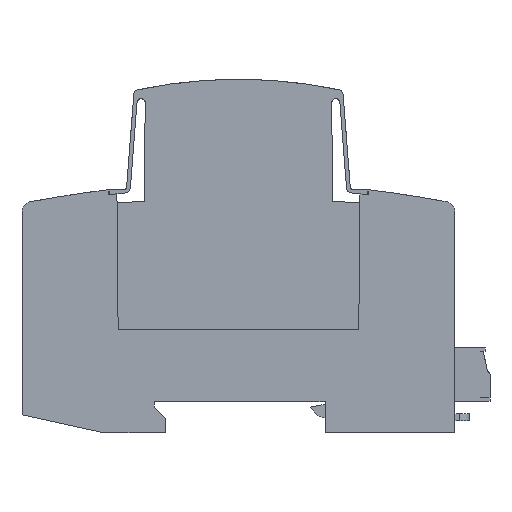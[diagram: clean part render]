
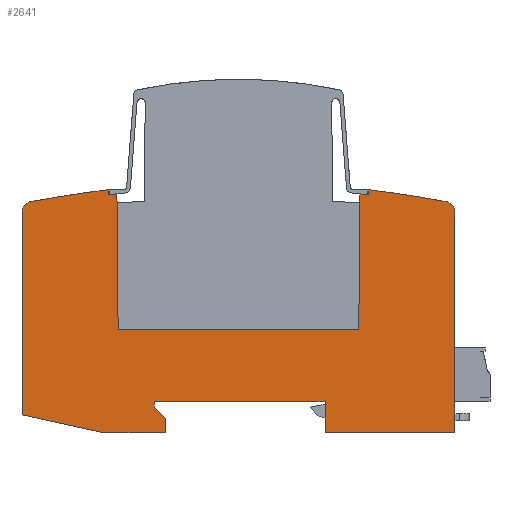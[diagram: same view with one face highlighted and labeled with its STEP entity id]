
A CAD part, left-side view. The second image highlights one B-rep face of the part: STEP entity #2641.
In plain terms, the highlighted planar face has unit normal (-1, 0, 0).
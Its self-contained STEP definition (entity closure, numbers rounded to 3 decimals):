
#2641=ADVANCED_FACE('',(#5344),#5345,.F.);
#5344=FACE_OUTER_BOUND('',#8482,.T.);
#5345=PLANE('',#8483);
#8482=EDGE_LOOP('',(#17291,#17292,#17293,#17294,#17295,#17296,#17297,#17298,#17299,#17300,#17301,#17302,#17303,#17304,#17305,#17306,#17307,#17308,#17309,#17310,#17311,#17312,#17313,#17314,#17315));
#8483=AXIS2_PLACEMENT_3D('',#17316,#17317,#17318);
#17291=ORIENTED_EDGE('',*,*,#20616,.F.);
#17292=ORIENTED_EDGE('',*,*,#21767,.T.);
#17293=ORIENTED_EDGE('',*,*,#20602,.F.);
#17294=ORIENTED_EDGE('',*,*,#21771,.T.);
#17295=ORIENTED_EDGE('',*,*,#21775,.T.);
#17296=ORIENTED_EDGE('',*,*,#21779,.F.);
#17297=ORIENTED_EDGE('',*,*,#21783,.F.);
#17298=ORIENTED_EDGE('',*,*,#21787,.F.);
#17299=ORIENTED_EDGE('',*,*,#21791,.F.);
#17300=ORIENTED_EDGE('',*,*,#21795,.F.);
#17301=ORIENTED_EDGE('',*,*,#21799,.F.);
#17302=ORIENTED_EDGE('',*,*,#21803,.F.);
#17303=ORIENTED_EDGE('',*,*,#21807,.F.);
#17304=ORIENTED_EDGE('',*,*,#21810,.F.);
#17305=ORIENTED_EDGE('',*,*,#19187,.F.);
#17306=ORIENTED_EDGE('',*,*,#21813,.F.);
#17307=ORIENTED_EDGE('',*,*,#19536,.F.);
#17308=ORIENTED_EDGE('',*,*,#21817,.F.);
#17309=ORIENTED_EDGE('',*,*,#21821,.F.);
#17310=ORIENTED_EDGE('',*,*,#21825,.T.);
#17311=ORIENTED_EDGE('',*,*,#21829,.T.);
#17312=ORIENTED_EDGE('',*,*,#21833,.F.);
#17313=ORIENTED_EDGE('',*,*,#21837,.F.);
#17314=ORIENTED_EDGE('',*,*,#21840,.F.);
#17315=ORIENTED_EDGE('',*,*,#21843,.T.);
#17316=CARTESIAN_POINT('',(-27.0,44.676,22.202));
#17317=DIRECTION('',(1.0,0.0,0.));
#17318=DIRECTION('',(0.,0.0,-1.0));
#19187=EDGE_CURVE('',#24923,#24925,#24926,.T.);
#19536=EDGE_CURVE('',#25498,#25500,#25501,.T.);
#20602=EDGE_CURVE('',#27004,#27006,#27007,.T.);
#20616=EDGE_CURVE('',#27030,#27032,#27033,.T.);
#21767=EDGE_CURVE('',#27030,#27006,#28621,.T.);
#21771=EDGE_CURVE('',#27004,#28625,#28627,.T.);
#21775=EDGE_CURVE('',#28625,#28631,#28633,.T.);
#21779=EDGE_CURVE('',#28637,#28631,#28639,.T.);
#21783=EDGE_CURVE('',#28643,#28637,#28645,.T.);
#21787=EDGE_CURVE('',#28649,#28643,#28651,.T.);
#21791=EDGE_CURVE('',#28655,#28649,#28657,.T.);
#21795=EDGE_CURVE('',#28661,#28655,#28663,.T.);
#21799=EDGE_CURVE('',#28667,#28661,#28669,.T.);
#21803=EDGE_CURVE('',#28673,#28667,#28675,.T.);
#21807=EDGE_CURVE('',#28679,#28673,#28681,.T.);
#21810=EDGE_CURVE('',#24925,#28679,#28684,.T.);
#21813=EDGE_CURVE('',#25500,#24923,#28687,.T.);
#21817=EDGE_CURVE('',#28691,#25498,#28693,.T.);
#21821=EDGE_CURVE('',#28697,#28691,#28699,.T.);
#21825=EDGE_CURVE('',#28697,#28703,#28705,.T.);
#21829=EDGE_CURVE('',#28703,#28709,#28711,.T.);
#21833=EDGE_CURVE('',#28715,#28709,#28717,.T.);
#21837=EDGE_CURVE('',#28721,#28715,#28723,.T.);
#21840=EDGE_CURVE('',#28725,#28721,#28727,.T.);
#21843=EDGE_CURVE('',#28725,#27032,#28730,.T.);
#24923=VERTEX_POINT('',#36213);
#24925=VERTEX_POINT('',#36216);
#24926=LINE('',#36217,#36218);
#25498=VERTEX_POINT('',#37457);
#25500=VERTEX_POINT('',#37460);
#25501=LINE('',#37461,#37462);
#27004=VERTEX_POINT('',#39909);
#27006=VERTEX_POINT('',#39912);
#27007=LINE('',#39913,#39914);
#27030=VERTEX_POINT('',#39948);
#27032=VERTEX_POINT('',#39951);
#27033=LINE('',#39952,#39953);
#28621=LINE('',#42581,#42582);
#28625=VERTEX_POINT('',#42587);
#28627=LINE('',#42590,#42591);
#28631=VERTEX_POINT('',#42596);
#28633=LINE('',#42599,#42600);
#28637=VERTEX_POINT('',#42604);
#28639=CIRCLE('',#42607,230.);
#28643=VERTEX_POINT('',#42611);
#28645=CIRCLE('',#42614,2.);
#28649=VERTEX_POINT('',#42619);
#28651=LINE('',#42622,#42623);
#28655=VERTEX_POINT('',#42628);
#28657=LINE('',#42631,#42632);
#28661=VERTEX_POINT('',#42637);
#28663=LINE('',#42640,#42641);
#28667=VERTEX_POINT('',#42646);
#28669=LINE('',#42649,#42650);
#28673=VERTEX_POINT('',#42655);
#28675=LINE('',#42658,#42659);
#28679=VERTEX_POINT('',#42664);
#28681=LINE('',#42667,#42668);
#28684=LINE('',#42672,#42673);
#28687=LINE('',#42677,#42678);
#28691=VERTEX_POINT('',#42682);
#28693=CIRCLE('',#42685,2.);
#28697=VERTEX_POINT('',#42689);
#28699=CIRCLE('',#42692,230.);
#28703=VERTEX_POINT('',#42697);
#28705=LINE('',#42700,#42701);
#28709=VERTEX_POINT('',#42706);
#28711=LINE('',#42709,#42710);
#28715=VERTEX_POINT('',#42715);
#28717=LINE('',#42718,#42719);
#28721=VERTEX_POINT('',#42724);
#28723=LINE('',#42727,#42728);
#28725=VERTEX_POINT('',#42730);
#28727=LINE('',#42733,#42734);
#28730=LINE('',#42738,#42739);
#36213=CARTESIAN_POINT('',(-27.0,27.0,0.));
#36216=CARTESIAN_POINT('',(-27.0,27.0,6.5));
#36217=CARTESIAN_POINT('',(-27.0,27.0,0.));
#36218=VECTOR('',#45391,1.0);
#37457=CARTESIAN_POINT('',(-27.0,0.0,46.028));
#37460=CARTESIAN_POINT('',(-27.0,0.0,0.));
#37461=CARTESIAN_POINT('',(-27.0,0.0,46.028));
#37462=VECTOR('',#45648,1.0);
#39909=CARTESIAN_POINT('',(-27.0,72.0,49.5));
#39912=CARTESIAN_POINT('',(-27.0,70.26,49.676));
#39913=CARTESIAN_POINT('',(-27.0,72.0,49.5));
#39914=VECTOR('',#46677,1.0);
#39948=CARTESIAN_POINT('',(-27.0,70.26,49.26));
#39951=CARTESIAN_POINT('',(-27.0,70.018,21.5));
#39952=CARTESIAN_POINT('',(-27.0,70.26,49.26));
#39953=VECTOR('',#46690,1.0);
#42581=CARTESIAN_POINT('',(-27.0,70.26,49.26));
#42582=VECTOR('',#47833,1.0);
#42587=CARTESIAN_POINT('',(-27.0,72.0,50.5));
#42590=CARTESIAN_POINT('',(-27.0,72.0,49.5));
#42591=VECTOR('',#47836,1.0);
#42596=CARTESIAN_POINT('',(-27.0,72.25,50.5));
#42599=CARTESIAN_POINT('',(-27.0,72.0,50.5));
#42600=VECTOR('',#47839,1.0);
#42604=CARTESIAN_POINT('',(-27.0,88.377,47.993));
#42607=AXIS2_PLACEMENT_3D('',#47844,#47845,#47846);
#42611=CARTESIAN_POINT('',(-27.0,90.0,46.028));
#42614=AXIS2_PLACEMENT_3D('',#47851,#47852,#47853);
#42619=CARTESIAN_POINT('',(-27.0,90.0,3.719));
#42622=CARTESIAN_POINT('',(-27.0,90.0,3.719));
#42623=VECTOR('',#47856,1.0);
#42628=CARTESIAN_POINT('',(-27.0,73.0,0.));
#42631=CARTESIAN_POINT('',(-27.0,73.0,0.));
#42632=VECTOR('',#47859,1.0);
#42637=CARTESIAN_POINT('',(-27.0,60.2,0.));
#42640=CARTESIAN_POINT('',(-27.0,60.2,0.));
#42641=VECTOR('',#47862,1.0);
#42646=CARTESIAN_POINT('',(-27.0,60.2,3.));
#42649=CARTESIAN_POINT('',(-27.0,60.2,3.));
#42650=VECTOR('',#47865,1.0);
#42655=CARTESIAN_POINT('',(-27.0,62.5,5.3));
#42658=CARTESIAN_POINT('',(-27.0,62.5,5.3));
#42659=VECTOR('',#47868,1.0);
#42664=CARTESIAN_POINT('',(-27.0,62.5,6.5));
#42667=CARTESIAN_POINT('',(-27.0,62.5,6.5));
#42668=VECTOR('',#47871,1.0);
#42672=CARTESIAN_POINT('',(-27.0,27.0,6.5));
#42673=VECTOR('',#47873,1.0);
#42677=CARTESIAN_POINT('',(-27.0,0.0,0.));
#42678=VECTOR('',#47875,1.0);
#42682=CARTESIAN_POINT('',(-27.0,1.623,47.993));
#42685=AXIS2_PLACEMENT_3D('',#47880,#47881,#47882);
#42689=CARTESIAN_POINT('',(-27.0,17.75,50.5));
#42692=AXIS2_PLACEMENT_3D('',#47887,#47888,#47889);
#42697=CARTESIAN_POINT('',(-27.0,18.0,50.5));
#42700=CARTESIAN_POINT('',(-27.0,17.75,50.5));
#42701=VECTOR('',#47892,1.0);
#42706=CARTESIAN_POINT('',(-27.0,18.0,49.5));
#42709=CARTESIAN_POINT('',(-27.0,18.0,50.5));
#42710=VECTOR('',#47895,1.0);
#42715=CARTESIAN_POINT('',(-27.0,19.74,49.67));
#42718=CARTESIAN_POINT('',(-27.0,19.74,49.67));
#42719=VECTOR('',#47898,1.0);
#42724=CARTESIAN_POINT('',(-27.0,19.74,49.26));
#42727=CARTESIAN_POINT('',(-27.0,19.74,49.26));
#42728=VECTOR('',#47901,1.0);
#42730=CARTESIAN_POINT('',(-27.0,19.982,21.5));
#42733=CARTESIAN_POINT('',(-27.0,19.982,21.5));
#42734=VECTOR('',#47903,1.0);
#42738=CARTESIAN_POINT('',(-27.0,19.982,21.5));
#42739=VECTOR('',#47905,1.0);
#45391=DIRECTION('',(0.,0.0,1.0));
#45648=DIRECTION('',(0.,0.0,-1.0));
#46677=DIRECTION('',(0.,-0.995,0.101));
#46690=DIRECTION('',(0.,-0.009,-1.));
#47833=DIRECTION('',(0.,0.0,1.0));
#47836=DIRECTION('',(0.,0.0,1.0));
#47839=DIRECTION('',(0.0,1.0,0.0));
#47844=CARTESIAN_POINT('',(-27.0,45.,-177.88));
#47845=DIRECTION('',(1.0,0.0,0.));
#47846=DIRECTION('',(0.,0.0,-1.0));
#47851=CARTESIAN_POINT('',(-27.0,88.,46.028));
#47852=DIRECTION('',(1.0,0.0,0.));
#47853=DIRECTION('',(0.,0.0,-1.0));
#47856=DIRECTION('',(0.,0.0,1.0));
#47859=DIRECTION('',(0.,0.977,0.214));
#47862=DIRECTION('',(0.0,1.0,0.0));
#47865=DIRECTION('',(0.,0.0,-1.0));
#47868=DIRECTION('',(0.,-0.707,-0.707));
#47871=DIRECTION('',(0.,0.0,-1.0));
#47873=DIRECTION('',(0.0,1.0,0.0));
#47875=DIRECTION('',(0.0,1.0,0.0));
#47880=CARTESIAN_POINT('',(-27.0,2.,46.028));
#47881=DIRECTION('',(1.0,0.0,0.));
#47882=DIRECTION('',(0.,0.0,-1.0));
#47887=CARTESIAN_POINT('',(-27.0,45.,-177.88));
#47888=DIRECTION('',(1.0,0.0,0.));
#47889=DIRECTION('',(0.,0.0,-1.0));
#47892=DIRECTION('',(0.0,1.0,0.0));
#47895=DIRECTION('',(0.,0.0,-1.0));
#47898=DIRECTION('',(0.,-0.995,-0.097));
#47901=DIRECTION('',(0.,0.0,1.0));
#47903=DIRECTION('',(0.,-0.009,1.));
#47905=DIRECTION('',(0.0,1.0,0.0));
